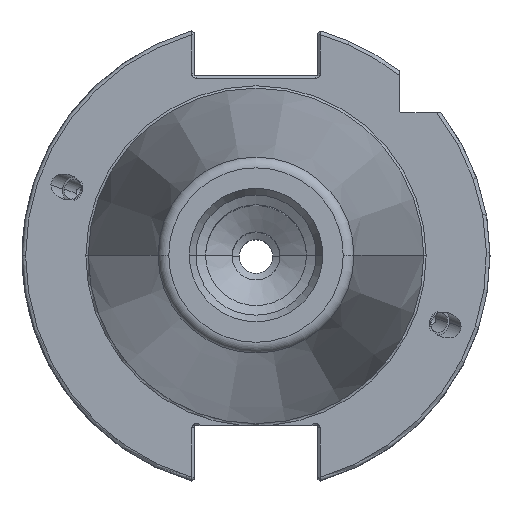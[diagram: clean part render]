
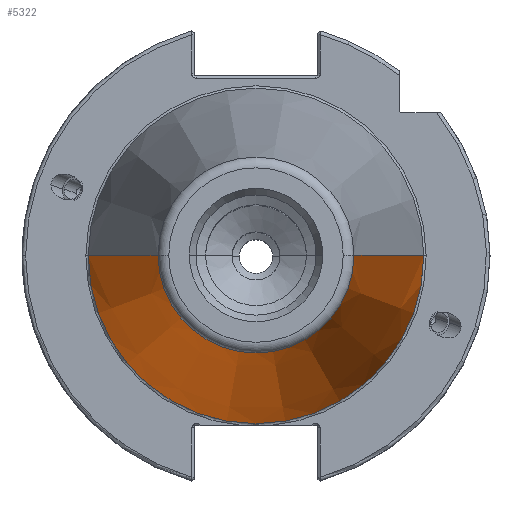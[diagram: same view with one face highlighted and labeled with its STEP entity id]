
A CAD part, top view. The second image highlights one B-rep face of the part: STEP entity #5322.
In plain terms, the highlighted conical face has half-angle 8.297 degrees and reference radius 20.108 mm.
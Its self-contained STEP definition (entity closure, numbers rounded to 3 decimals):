
#65 = ORIENTED_EDGE ( 'NONE', *, *, #7709, .T. ) ;
#66 = LINE ( 'NONE', #7734, #7177 ) ;
#399 = DIRECTION ( 'NONE',  ( -1., 0., 0. ) ) ;
#428 = AXIS2_PLACEMENT_3D ( 'NONE', #489, #510, #526 ) ;
#489 = CARTESIAN_POINT ( 'NONE',  ( 0., 0., 99.675 ) ) ;
#510 = DIRECTION ( 'NONE',  ( 0., 0., -1. ) ) ;
#526 = DIRECTION ( 'NONE',  ( 1., 0., 0. ) ) ;
#808 = CONICAL_SURFACE ( 'NONE', #2791, 20.108, 0.145 ) ;
#957 = CARTESIAN_POINT ( 'NONE',  ( 0., 0., 0. ) ) ;
#1026 = CARTESIAN_POINT ( 'NONE',  ( -20.108, 0., 101.6 ) ) ;
#1210 = EDGE_LOOP ( 'NONE', ( #7072, #3032, #65, #4660 ) ) ;
#1320 = CARTESIAN_POINT ( 'NONE',  ( -20.389, 0., 99.675 ) ) ;
#1678 = DIRECTION ( 'NONE',  ( -1., 0., 0. ) ) ;
#1714 = FACE_OUTER_BOUND ( 'NONE', #1210, .T. ) ;
#1746 = DIRECTION ( 'NONE',  ( -0.144, 0., -0.99 ) ) ;
#1802 = CARTESIAN_POINT ( 'NONE',  ( 0., 0., 101.6 ) ) ;
#2323 = DIRECTION ( 'NONE',  ( 0.144, 0., -0.99 ) ) ;
#2791 = AXIS2_PLACEMENT_3D ( 'NONE', #1802, #6561, #399 ) ;
#2978 = EDGE_CURVE ( 'NONE', #8297, #3072, #6005, .T. ) ;
#3018 = CARTESIAN_POINT ( 'NONE',  ( 34.925, 0., 0. ) ) ;
#3032 = ORIENTED_EDGE ( 'NONE', *, *, #2978, .T. ) ;
#3072 = VERTEX_POINT ( 'NONE', #1320 ) ;
#3615 = EDGE_CURVE ( 'NONE', #8297, #7653, #66, .T. ) ;
#3972 = LINE ( 'NONE', #1026, #7193 ) ;
#4660 = ORIENTED_EDGE ( 'NONE', *, *, #8628, .F. ) ;
#4934 = CIRCLE ( 'NONE', #8359, 34.925 ) ;
#5322 = ADVANCED_FACE ( 'NONE', ( #1714 ), #808, .T. ) ;
#5763 = DIRECTION ( 'NONE',  ( 0., 0., -1. ) ) ;
#6005 = CIRCLE ( 'NONE', #428, 20.389 ) ;
#6561 = DIRECTION ( 'NONE',  ( 0., 0., -1. ) ) ;
#7072 = ORIENTED_EDGE ( 'NONE', *, *, #3615, .F. ) ;
#7177 = VECTOR ( 'NONE', #2323, 1000. ) ;
#7193 = VECTOR ( 'NONE', #1746, 1000. ) ;
#7234 = CARTESIAN_POINT ( 'NONE',  ( 20.389, 0., 99.675 ) ) ;
#7653 = VERTEX_POINT ( 'NONE', #3018 ) ;
#7709 = EDGE_CURVE ( 'NONE', #3072, #8700, #3972, .T. ) ;
#7734 = CARTESIAN_POINT ( 'NONE',  ( 20.108, 0., 101.6 ) ) ;
#8046 = CARTESIAN_POINT ( 'NONE',  ( -34.925, 0., 0. ) ) ;
#8297 = VERTEX_POINT ( 'NONE', #7234 ) ;
#8359 = AXIS2_PLACEMENT_3D ( 'NONE', #957, #5763, #1678 ) ;
#8628 = EDGE_CURVE ( 'NONE', #7653, #8700, #4934, .T. ) ;
#8700 = VERTEX_POINT ( 'NONE', #8046 ) ;
